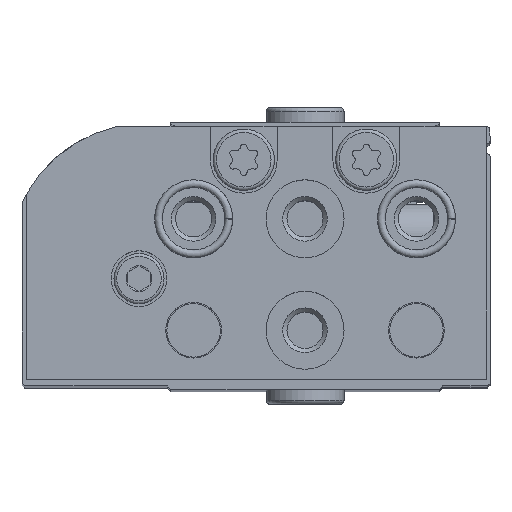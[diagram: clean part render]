
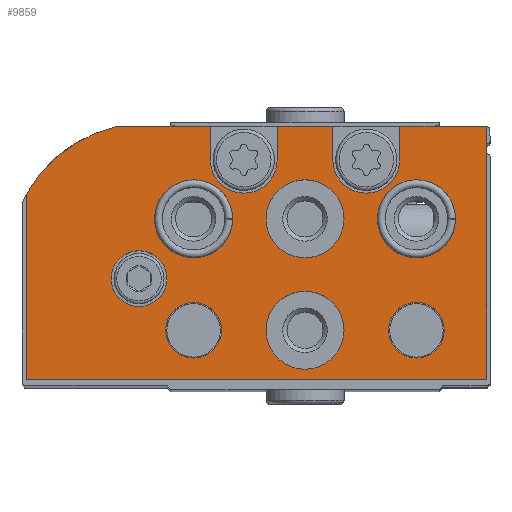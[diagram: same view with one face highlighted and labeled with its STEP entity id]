
A CAD part, top view. The second image highlights one B-rep face of the part: STEP entity #9859.
In plain terms, the highlighted face is planar.
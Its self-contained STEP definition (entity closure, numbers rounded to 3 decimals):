
#1011=LINE('',#16758,#1768);
#1015=LINE('',#16766,#1772);
#1019=LINE('',#16772,#1776);
#1022=LINE('',#16792,#1779);
#1023=LINE('',#16796,#1780);
#1024=LINE('',#16799,#1781);
#1025=LINE('',#16801,#1782);
#1026=LINE('',#16803,#1783);
#1027=LINE('',#16804,#1784);
#1028=LINE('',#16808,#1785);
#1768=VECTOR('',#13569,1000.);
#1772=VECTOR('',#13573,1000.);
#1776=VECTOR('',#13577,1000.);
#1779=VECTOR('',#13596,1000.);
#1780=VECTOR('',#13599,1000.);
#1781=VECTOR('',#13602,1000.);
#1782=VECTOR('',#13603,1000.);
#1783=VECTOR('',#13604,1000.);
#1784=VECTOR('',#13605,1000.);
#1785=VECTOR('',#13608,1000.);
#3774=ORIENTED_EDGE('',*,*,#5591,.T.);
#3775=ORIENTED_EDGE('',*,*,#5592,.T.);
#3776=ORIENTED_EDGE('',*,*,#5593,.T.);
#3777=ORIENTED_EDGE('',*,*,#5594,.T.);
#3778=ORIENTED_EDGE('',*,*,#5595,.T.);
#3779=ORIENTED_EDGE('',*,*,#5596,.T.);
#3780=ORIENTED_EDGE('',*,*,#5597,.T.);
#3781=ORIENTED_EDGE('',*,*,#5598,.T.);
#3782=ORIENTED_EDGE('',*,*,#5599,.T.);
#3783=ORIENTED_EDGE('',*,*,#5600,.T.);
#3784=ORIENTED_EDGE('',*,*,#5588,.F.);
#3785=ORIENTED_EDGE('',*,*,#5601,.F.);
#3786=ORIENTED_EDGE('',*,*,#5602,.F.);
#3787=ORIENTED_EDGE('',*,*,#5603,.F.);
#3788=ORIENTED_EDGE('',*,*,#5604,.F.);
#3789=ORIENTED_EDGE('',*,*,#5584,.F.);
#3790=ORIENTED_EDGE('',*,*,#5605,.T.);
#3791=ORIENTED_EDGE('',*,*,#5606,.T.);
#3792=ORIENTED_EDGE('',*,*,#5607,.T.);
#3793=ORIENTED_EDGE('',*,*,#5580,.F.);
#5580=EDGE_CURVE('',#6668,#6669,#1011,.T.);
#5584=EDGE_CURVE('',#6672,#6673,#1015,.T.);
#5588=EDGE_CURVE('',#6674,#6675,#1019,.T.);
#5591=EDGE_CURVE('',#6677,#6677,#7268,.T.);
#5592=EDGE_CURVE('',#6678,#6678,#7269,.T.);
#5593=EDGE_CURVE('',#6679,#6679,#7270,.T.);
#5594=EDGE_CURVE('',#6680,#6680,#7271,.T.);
#5595=EDGE_CURVE('',#6681,#6681,#7272,.T.);
#5596=EDGE_CURVE('',#6682,#6682,#7273,.T.);
#5597=EDGE_CURVE('',#6683,#6683,#7274,.T.);
#5598=EDGE_CURVE('',#6668,#6684,#1022,.T.);
#5599=EDGE_CURVE('',#6684,#6685,#7275,.T.);
#5600=EDGE_CURVE('',#6685,#6675,#1023,.T.);
#5601=EDGE_CURVE('',#6686,#6674,#7276,.T.);
#5602=EDGE_CURVE('',#6687,#6686,#1024,.T.);
#5603=EDGE_CURVE('',#6688,#6687,#1025,.T.);
#5604=EDGE_CURVE('',#6673,#6688,#1026,.T.);
#5605=EDGE_CURVE('',#6672,#6689,#1027,.T.);
#5606=EDGE_CURVE('',#6689,#6690,#7277,.T.);
#5607=EDGE_CURVE('',#6690,#6669,#1028,.T.);
#6668=VERTEX_POINT('',#16757);
#6669=VERTEX_POINT('',#16759);
#6672=VERTEX_POINT('',#16765);
#6673=VERTEX_POINT('',#16767);
#6674=VERTEX_POINT('',#16771);
#6675=VERTEX_POINT('',#16773);
#6677=VERTEX_POINT('',#16779);
#6678=VERTEX_POINT('',#16781);
#6679=VERTEX_POINT('',#16783);
#6680=VERTEX_POINT('',#16785);
#6681=VERTEX_POINT('',#16787);
#6682=VERTEX_POINT('',#16789);
#6683=VERTEX_POINT('',#16791);
#6684=VERTEX_POINT('',#16793);
#6685=VERTEX_POINT('',#16795);
#6686=VERTEX_POINT('',#16798);
#6687=VERTEX_POINT('',#16800);
#6688=VERTEX_POINT('',#16802);
#6689=VERTEX_POINT('',#16805);
#6690=VERTEX_POINT('',#16807);
#7268=CIRCLE('',#11131,2.5);
#7269=CIRCLE('',#11132,3.5);
#7270=CIRCLE('',#11133,3.5);
#7271=CIRCLE('',#11134,3.5);
#7272=CIRCLE('',#11135,3.5);
#7273=CIRCLE('',#11136,2.5);
#7274=CIRCLE('',#11137,2.5);
#7275=CIRCLE('',#11138,3.);
#7276=CIRCLE('',#11139,12.5);
#7277=CIRCLE('',#11140,3.);
#7989=EDGE_LOOP('',(#3774));
#7990=EDGE_LOOP('',(#3775));
#7991=EDGE_LOOP('',(#3776));
#7992=EDGE_LOOP('',(#3777));
#7993=EDGE_LOOP('',(#3778));
#7994=EDGE_LOOP('',(#3779));
#7995=EDGE_LOOP('',(#3780));
#7996=EDGE_LOOP('',(#3781,#3782,#3783,#3784,#3785,#3786,#3787,#3788,#3789,
#3790,#3791,#3792,#3793));
#8855=FACE_BOUND('',#7989,.T.);
#8856=FACE_BOUND('',#7990,.T.);
#8857=FACE_BOUND('',#7991,.T.);
#8858=FACE_BOUND('',#7992,.T.);
#8859=FACE_BOUND('',#7993,.T.);
#8860=FACE_BOUND('',#7994,.T.);
#8861=FACE_BOUND('',#7995,.T.);
#8862=FACE_BOUND('',#7996,.T.);
#9388=PLANE('',#11130);
#9859=ADVANCED_FACE('',(#8855,#8856,#8857,#8858,#8859,#8860,#8861,#8862),
#9388,.F.);
#11130=AXIS2_PLACEMENT_3D('',#16777,#13580,#13581);
#11131=AXIS2_PLACEMENT_3D('',#16778,#13582,#13583);
#11132=AXIS2_PLACEMENT_3D('',#16780,#13584,#13585);
#11133=AXIS2_PLACEMENT_3D('',#16782,#13586,#13587);
#11134=AXIS2_PLACEMENT_3D('',#16784,#13588,#13589);
#11135=AXIS2_PLACEMENT_3D('',#16786,#13590,#13591);
#11136=AXIS2_PLACEMENT_3D('',#16788,#13592,#13593);
#11137=AXIS2_PLACEMENT_3D('',#16790,#13594,#13595);
#11138=AXIS2_PLACEMENT_3D('',#16794,#13597,#13598);
#11139=AXIS2_PLACEMENT_3D('',#16797,#13600,#13601);
#11140=AXIS2_PLACEMENT_3D('',#16806,#13606,#13607);
#13569=DIRECTION('',(-1.,0.,0.));
#13573=DIRECTION('',(-1.,0.,0.));
#13577=DIRECTION('',(-1.,0.,0.));
#13580=DIRECTION('',(0.,0.,1.));
#13581=DIRECTION('',(1.,0.,0.));
#13582=DIRECTION('',(0.,0.,1.));
#13583=DIRECTION('',(1.,0.,0.));
#13584=DIRECTION('',(0.,0.,1.));
#13585=DIRECTION('',(1.,0.,0.));
#13586=DIRECTION('',(0.,0.,1.));
#13587=DIRECTION('',(1.,0.,0.));
#13588=DIRECTION('',(0.,0.,1.));
#13589=DIRECTION('',(1.,0.,0.));
#13590=DIRECTION('',(0.,0.,1.));
#13591=DIRECTION('',(1.,0.,0.));
#13592=DIRECTION('',(0.,0.,1.));
#13593=DIRECTION('',(1.,0.,0.));
#13594=DIRECTION('',(0.,0.,1.));
#13595=DIRECTION('',(1.,0.,0.));
#13596=DIRECTION('',(0.,-1.,0.));
#13597=DIRECTION('',(0.,0.,1.));
#13598=DIRECTION('',(1.,0.,0.));
#13599=DIRECTION('',(0.,1.,0.));
#13600=DIRECTION('',(0.,0.,1.));
#13601=DIRECTION('',(1.,0.,0.));
#13602=DIRECTION('',(0.,1.,0.));
#13603=DIRECTION('',(1.,0.,0.));
#13604=DIRECTION('',(0.,-1.,0.));
#13605=DIRECTION('',(0.,-1.,0.));
#13606=DIRECTION('',(0.,0.,1.));
#13607=DIRECTION('',(1.,0.,0.));
#13608=DIRECTION('',(0.,1.,0.));
#16757=CARTESIAN_POINT('',(18.8,22.7,0.));
#16758=CARTESIAN_POINT('',(33.122,22.7,0.));
#16759=CARTESIAN_POINT('',(13.8,22.7,0.));
#16765=CARTESIAN_POINT('',(7.8,22.7,0.));
#16766=CARTESIAN_POINT('',(33.122,22.7,0.));
#16767=CARTESIAN_POINT('',(0.,22.7,0.));
#16771=CARTESIAN_POINT('',(33.122,22.7,0.));
#16772=CARTESIAN_POINT('',(33.122,22.7,0.));
#16773=CARTESIAN_POINT('',(24.8,22.7,0.));
#16777=CARTESIAN_POINT('',(30.4,10.5,0.));
#16778=CARTESIAN_POINT('',(31.2,9.03,0.));
#16779=CARTESIAN_POINT('',(33.7,9.03,0.));
#16780=CARTESIAN_POINT('',(26.3,14.4,0.));
#16781=CARTESIAN_POINT('',(29.8,14.4,0.));
#16782=CARTESIAN_POINT('',(16.3,14.4,0.));
#16783=CARTESIAN_POINT('',(19.8,14.4,0.));
#16784=CARTESIAN_POINT('',(6.3,14.4,0.));
#16785=CARTESIAN_POINT('',(9.8,14.4,0.));
#16786=CARTESIAN_POINT('',(16.3,4.4,0.));
#16787=CARTESIAN_POINT('',(19.8,4.4,0.));
#16788=CARTESIAN_POINT('',(26.3,4.4,0.));
#16789=CARTESIAN_POINT('',(28.8,4.4,0.));
#16790=CARTESIAN_POINT('',(6.3,4.4,0.));
#16791=CARTESIAN_POINT('',(8.8,4.4,0.));
#16792=CARTESIAN_POINT('',(18.8,22.7,0.));
#16793=CARTESIAN_POINT('',(18.8,19.7,0.));
#16794=CARTESIAN_POINT('',(21.8,19.7,0.));
#16795=CARTESIAN_POINT('',(24.8,19.7,0.));
#16796=CARTESIAN_POINT('',(24.8,19.7,0.));
#16797=CARTESIAN_POINT('',(30.4,10.5,0.));
#16798=CARTESIAN_POINT('',(41.3,16.619,0.));
#16799=CARTESIAN_POINT('',(41.3,0.,0.));
#16800=CARTESIAN_POINT('',(41.3,0.,0.));
#16801=CARTESIAN_POINT('',(0.,0.,0.));
#16802=CARTESIAN_POINT('',(0.,0.,0.));
#16803=CARTESIAN_POINT('',(0.,22.7,0.));
#16804=CARTESIAN_POINT('',(7.8,22.7,0.));
#16805=CARTESIAN_POINT('',(7.8,19.7,0.));
#16806=CARTESIAN_POINT('',(10.8,19.7,0.));
#16807=CARTESIAN_POINT('',(13.8,19.7,0.));
#16808=CARTESIAN_POINT('',(13.8,19.7,0.));
